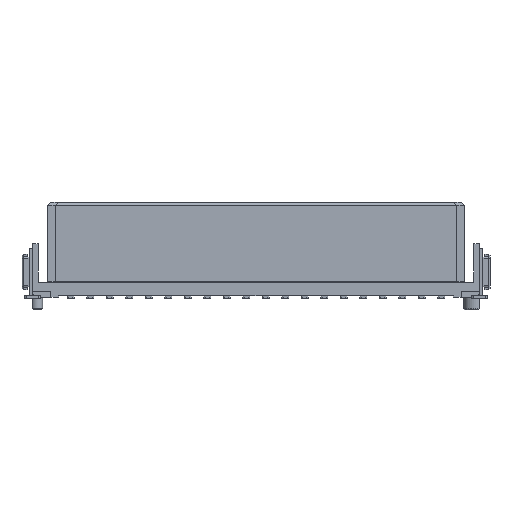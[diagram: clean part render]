
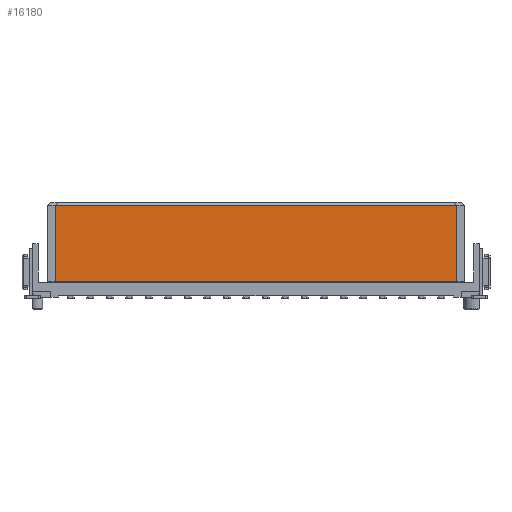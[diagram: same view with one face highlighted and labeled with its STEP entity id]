
A CAD part, front view. The second image highlights one B-rep face of the part: STEP entity #16180.
In plain terms, the highlighted planar face has unit normal (0, -1, 0).
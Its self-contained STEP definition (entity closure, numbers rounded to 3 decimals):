
#1151=DIRECTION('',(1.,0.,0.));
#1152=VECTOR('',#1151,26.15);
#1153=CARTESIAN_POINT('',(-13.075,-1.525,1.05));
#1154=LINE('',#1153,#1152);
#1158=DIRECTION('',(1.,0.,0.));
#1159=VECTOR('',#1158,26.15);
#1160=CARTESIAN_POINT('',(-13.075,-1.525,6.));
#1161=LINE('',#1160,#1159);
#1165=DIRECTION('',(0.,0.,-1.));
#1166=VECTOR('',#1165,4.95);
#1167=CARTESIAN_POINT('',(13.075,-1.525,6.));
#1168=LINE('',#1167,#1166);
#1208=DIRECTION('',(0.,0.,-1.));
#1209=VECTOR('',#1208,4.95);
#1210=CARTESIAN_POINT('',(-13.075,-1.525,6.));
#1211=LINE('',#1210,#1209);
#13401=CARTESIAN_POINT('',(13.075,-1.525,6.));
#13402=VERTEX_POINT('',#13401);
#13405=CARTESIAN_POINT('',(-13.075,-1.525,6.));
#13406=VERTEX_POINT('',#13405);
#13447=CARTESIAN_POINT('',(13.075,-1.525,1.05));
#13448=VERTEX_POINT('',#13447);
#13451=CARTESIAN_POINT('',(-13.075,-1.525,1.05));
#13452=VERTEX_POINT('',#13451);
#16166=CARTESIAN_POINT('',(13.075,-1.525,6.2));
#16167=DIRECTION('',(0.,1.,0.));
#16168=DIRECTION('',(-1.,0.,0.));
#16169=AXIS2_PLACEMENT_3D('',#16166,#16167,#16168);
#16170=PLANE('',#16169);
#16172=ORIENTED_EDGE('',*,*,#16171,.F.);
#16174=ORIENTED_EDGE('',*,*,#16173,.F.);
#16176=ORIENTED_EDGE('',*,*,#16175,.T.);
#16177=ORIENTED_EDGE('',*,*,#16158,.T.);
#16178=EDGE_LOOP('',(#16172,#16174,#16176,#16177));
#16179=FACE_OUTER_BOUND('',#16178,.F.);
#16180=ADVANCED_FACE('',(#16179),#16170,.F.);
#16158=EDGE_CURVE('',#13402,#13448,#1168,.T.);
#16171=EDGE_CURVE('',#13452,#13448,#1154,.T.);
#16173=EDGE_CURVE('',#13406,#13452,#1211,.T.);
#16175=EDGE_CURVE('',#13406,#13402,#1161,.T.);
